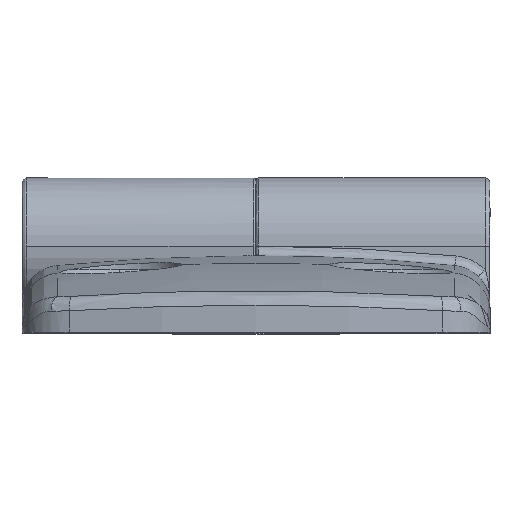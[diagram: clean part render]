
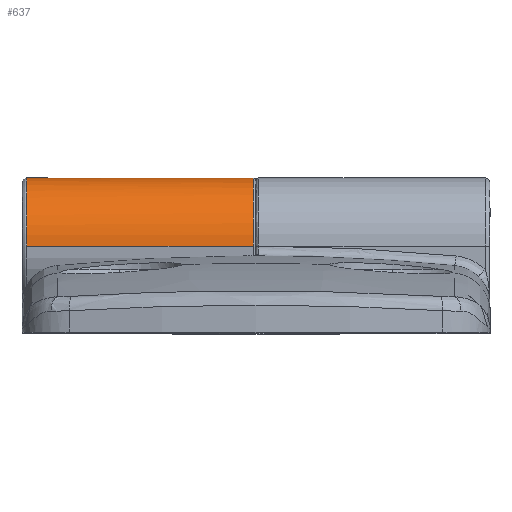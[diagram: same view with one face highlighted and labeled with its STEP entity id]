
A CAD part, top view. The second image highlights one B-rep face of the part: STEP entity #637.
In plain terms, the highlighted cylindrical face has radius 7 mm (diameter 14 mm), a partial arc.
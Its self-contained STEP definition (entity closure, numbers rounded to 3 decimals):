
#121 = ORIENTED_EDGE ( 'NONE', *, *, #2431, .T. ) ;
#549 = VERTEX_POINT ( 'NONE', #8702 ) ;
#637 = ADVANCED_FACE ( 'NONE', ( #1016 ), #4453, .T. ) ;
#668 = B_SPLINE_CURVE_WITH_KNOTS ( 'NONE', 3,
 ( #2965, #6971, #3779, #9598 ),
 .UNSPECIFIED., .F., .F.,
 ( 4, 4 ),
 ( 0., 1. ),
 .UNSPECIFIED. ) ;
#771 = CARTESIAN_POINT ( 'NONE',  ( -24.118, -0.468, 21.765 ) ) ;
#806 = CARTESIAN_POINT ( 'NONE',  ( -24.118, -6.777, 13.543 ) ) ;
#830 = DIRECTION ( 'NONE',  ( -1., 0., 0. ) ) ;
#841 = AXIS2_PLACEMENT_3D ( 'NONE', #7708, #8629, #7745 ) ;
#967 = LINE ( 'NONE', #2366, #3264 ) ;
#1016 = FACE_OUTER_BOUND ( 'NONE', #9300, .T. ) ;
#1049 = ORIENTED_EDGE ( 'NONE', *, *, #8298, .T. ) ;
#1609 = CARTESIAN_POINT ( 'NONE',  ( -24.118, -6.777, 27.543 ) ) ;
#1654 = CARTESIAN_POINT ( 'NONE',  ( -24.118, -0.388, 19.932 ) ) ;
#1711 = VERTEX_POINT ( 'NONE', #3873 ) ;
#1775 = AXIS2_PLACEMENT_3D ( 'NONE', #5853, #830, #6687 ) ;
#2250 = EDGE_CURVE ( 'NONE', #2631, #3288, #967, .T. ) ;
#2366 = CARTESIAN_POINT ( 'NONE',  ( 23.382, -7.388, 27.543 ) ) ;
#2431 = EDGE_CURVE ( 'NONE', #2631, #9541, #4796, .T. ) ;
#2494 = CARTESIAN_POINT ( 'NONE',  ( -24.118, -6.166, 27.463 ) ) ;
#2533 = CARTESIAN_POINT ( 'NONE',  ( -24.118, -0.784, 18.142 ) ) ;
#2631 = VERTEX_POINT ( 'NONE', #5143 ) ;
#2965 = CARTESIAN_POINT ( 'NONE',  ( -0.918, -6.908, 13.56 ) ) ;
#3159 = LINE ( 'NONE', #9255, #7515 ) ;
#3264 = VECTOR ( 'NONE', #6467, 1000. ) ;
#3285 = ORIENTED_EDGE ( 'NONE', *, *, #2250, .F. ) ;
#3288 = VERTEX_POINT ( 'NONE', #10236 ) ;
#3299 = CARTESIAN_POINT ( 'NONE',  ( -24.118, -7.388, 27.543 ) ) ;
#3333 = CARTESIAN_POINT ( 'NONE',  ( -24.118, -4.417, 26.911 ) ) ;
#3368 = CARTESIAN_POINT ( 'NONE',  ( -24.118, -1.631, 16.514 ) ) ;
#3586 = EDGE_CURVE ( 'NONE', #3288, #549, #7583, .T. ) ;
#3779 = CARTESIAN_POINT ( 'NONE',  ( -10.816, -7.074, 13.543 ) ) ;
#3873 = CARTESIAN_POINT ( 'NONE',  ( -15.762, -7.388, 13.543 ) ) ;
#4143 = CARTESIAN_POINT ( 'NONE',  ( -24.118, -2.87, 25.925 ) ) ;
#4181 = CARTESIAN_POINT ( 'NONE',  ( -24.118, -2.87, 15.162 ) ) ;
#4273 = DIRECTION ( 'NONE',  ( -1., 0., 0. ) ) ;
#4453 = CYLINDRICAL_SURFACE ( 'NONE', #841, 7. ) ;
#4580 = CARTESIAN_POINT ( 'NONE',  ( -0.918, -6.908, 13.56 ) ) ;
#4764 = ORIENTED_EDGE ( 'NONE', *, *, #3586, .F. ) ;
#4796 = CIRCLE ( 'NONE', #1775, 7. ) ;
#4986 = CARTESIAN_POINT ( 'NONE',  ( -24.118, -1.631, 24.572 ) ) ;
#5022 = CARTESIAN_POINT ( 'NONE',  ( -24.118, -4.417, 14.176 ) ) ;
#5143 = CARTESIAN_POINT ( 'NONE',  ( -0.918, -7.388, 27.543 ) ) ;
#5792 = CARTESIAN_POINT ( 'NONE',  ( -24.118, -0.784, 22.945 ) ) ;
#5832 = CARTESIAN_POINT ( 'NONE',  ( -24.118, -6.166, 13.624 ) ) ;
#5853 = CARTESIAN_POINT ( 'NONE',  ( -0.918, -7.388, 20.543 ) ) ;
#6467 = DIRECTION ( 'NONE',  ( -1., 0., 0. ) ) ;
#6624 = CARTESIAN_POINT ( 'NONE',  ( -24.118, -0.388, 21.154 ) ) ;
#6667 = CARTESIAN_POINT ( 'NONE',  ( -24.118, -7.388, 13.543 ) ) ;
#6687 = DIRECTION ( 'NONE',  ( 0., 0., 1. ) ) ;
#6971 = CARTESIAN_POINT ( 'NONE',  ( -5.868, -6.915, 13.559 ) ) ;
#7458 = CARTESIAN_POINT ( 'NONE',  ( -24.118, -0.468, 19.322 ) ) ;
#7515 = VECTOR ( 'NONE', #4273, 1000. ) ;
#7583 = B_SPLINE_CURVE_WITH_KNOTS ( 'NONE', 3,
 ( #3299, #1609, #2494, #8258, #3333, #9115, #4143, #9973, #4986, #10819, #5792, #771, #6624, #1654, #7458, #2533, #8291, #3368, #9155, #4181, #10006, #5022, #10856, #5832, #806, #6667 ),
 .UNSPECIFIED., .F., .F.,
 ( 4, 2, 2, 2, 2, 2, 2, 2, 2, 2, 2, 2, 4 ),
 ( 0., 0.083, 0.167, 0.25, 0.333, 0.417, 0.5, 0.583, 0.667, 0.75, 0.833, 0.917, 1. ),
 .UNSPECIFIED. ) ;
#7708 = CARTESIAN_POINT ( 'NONE',  ( 23.382, -7.388, 20.543 ) ) ;
#7745 = DIRECTION ( 'NONE',  ( 0., 0., 1. ) ) ;
#8004 = ORIENTED_EDGE ( 'NONE', *, *, #9658, .T. ) ;
#8258 = CARTESIAN_POINT ( 'NONE',  ( -24.118, -4.986, 27.147 ) ) ;
#8291 = CARTESIAN_POINT ( 'NONE',  ( -24.118, -1.02, 17.572 ) ) ;
#8298 = EDGE_CURVE ( 'NONE', #9541, #1711, #668, .T. ) ;
#8629 = DIRECTION ( 'NONE',  ( -1., 0., 0. ) ) ;
#8702 = CARTESIAN_POINT ( 'NONE',  ( -24.118, -7.388, 13.543 ) ) ;
#9115 = CARTESIAN_POINT ( 'NONE',  ( -24.118, -3.359, 26.3 ) ) ;
#9155 = CARTESIAN_POINT ( 'NONE',  ( -24.118, -2.006, 16.026 ) ) ;
#9255 = CARTESIAN_POINT ( 'NONE',  ( 23.382, -7.388, 13.543 ) ) ;
#9300 = EDGE_LOOP ( 'NONE', ( #3285, #121, #1049, #8004, #4764 ) ) ;
#9541 = VERTEX_POINT ( 'NONE', #4580 ) ;
#9598 = CARTESIAN_POINT ( 'NONE',  ( -15.762, -7.388, 13.543 ) ) ;
#9658 = EDGE_CURVE ( 'NONE', #1711, #549, #3159, .T. ) ;
#9973 = CARTESIAN_POINT ( 'NONE',  ( -24.118, -2.006, 25.061 ) ) ;
#10006 = CARTESIAN_POINT ( 'NONE',  ( -24.118, -3.359, 14.787 ) ) ;
#10236 = CARTESIAN_POINT ( 'NONE',  ( -24.118, -7.388, 27.543 ) ) ;
#10819 = CARTESIAN_POINT ( 'NONE',  ( -24.118, -1.02, 23.514 ) ) ;
#10856 = CARTESIAN_POINT ( 'NONE',  ( -24.118, -4.986, 13.94 ) ) ;
